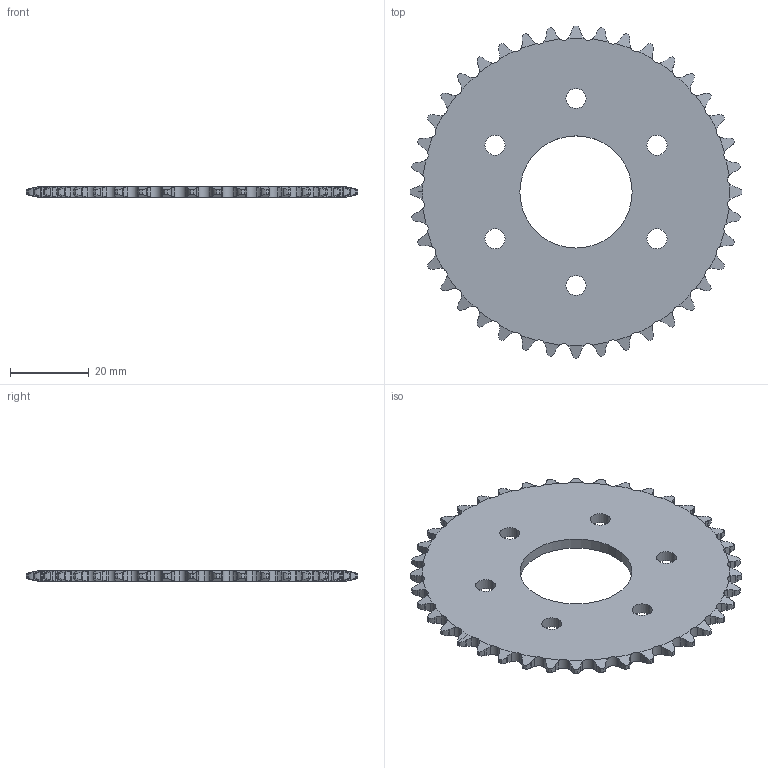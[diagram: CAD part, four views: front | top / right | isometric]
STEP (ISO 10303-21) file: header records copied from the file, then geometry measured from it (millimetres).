
FILE_DESCRIPTION (( 'STEP AP214' ), '1' );
FILE_NAME ('am-0662_Plate Sprocket.STEP', '2018-07-17T18:17:02', ( '' ), ( '' ), 'SwSTEP 2.0', 'SolidWorks 2018', '' );
FILE_SCHEMA (( 'AUTOMOTIVE_DESIGN' ));
Length unit declared in the file: inch
Products named in the file (1): am-0662_Plate Sprocket
Bounding box: 84.55 x 84.55 x 2.79 mm (x, y, z)
Volume: 11900.2 mm3; surface area: 10066 mm2
Topology: 1 solids, 1 shells, 443 faces, 1322 edges, 881 vertices
Faces by surface type: cylinder 279, cone 82, plane 82
Entity records: 15901 total; most frequent: CARTESIAN_POINT 4967, ORIENTED_EDGE 2644, DIRECTION 1827, EDGE_CURVE 1322, VERTEX_POINT 881, AXIS2_PLACEMENT_3D 733, B_SPLINE_CURVE_WITH_KNOTS 672, EDGE_LOOP 457
